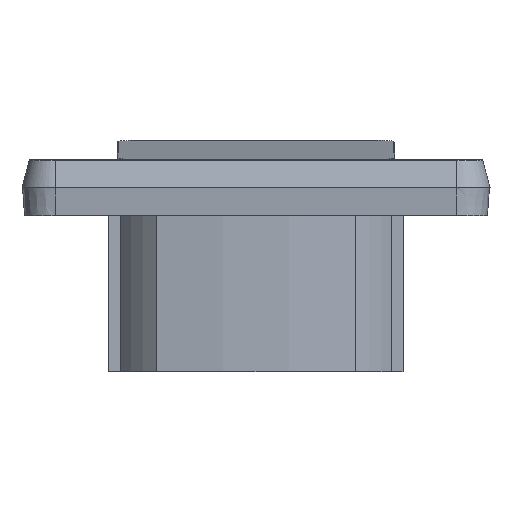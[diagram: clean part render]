
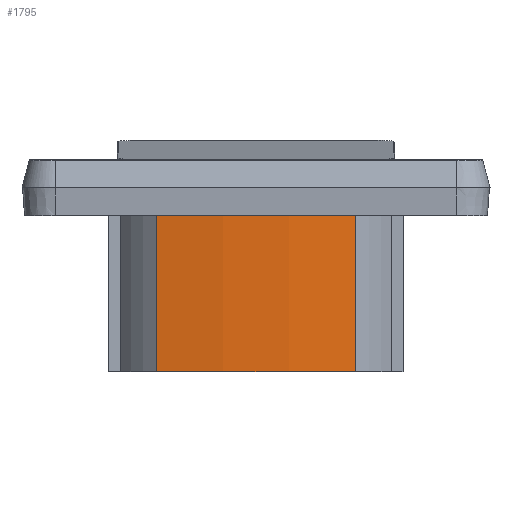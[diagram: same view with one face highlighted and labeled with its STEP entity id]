
A CAD part, front view. The second image highlights one B-rep face of the part: STEP entity #1795.
In plain terms, the highlighted cylindrical face has radius 103.475 mm (diameter 206.95 mm), a partial arc.
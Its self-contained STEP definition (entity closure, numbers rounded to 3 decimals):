
#33 = VERTEX_POINT ( 'NONE', #3889 ) ;
#42 = CARTESIAN_POINT ( 'NONE',  ( 11.979, -24.154, -28. ) ) ;
#293 = VERTEX_POINT ( 'NONE', #363 ) ;
#363 = CARTESIAN_POINT ( 'NONE',  ( 17.878, -23.119, 0. ) ) ;
#424 = CARTESIAN_POINT ( 'NONE',  ( -17.878, -23.119, 0. ) ) ;
#628 = CARTESIAN_POINT ( 'NONE',  ( 17.878, -23.119, -18.667 ) ) ;
#692 = CARTESIAN_POINT ( 'NONE',  ( 17.878, -23.119, -28. ) ) ;
#968 = CARTESIAN_POINT ( 'NONE',  ( 17.878, -23.119, -28. ) ) ;
#1026 = CARTESIAN_POINT ( 'NONE',  ( -11.979, -24.154, -28. ) ) ;
#1147 = DIRECTION ( 'NONE',  ( 0.173, -0.985, 0. ) ) ;
#1154 = EDGE_CURVE ( 'NONE', #3670, #293, #5790, .T. ) ;
#1226 = ORIENTED_EDGE ( 'NONE', *, *, #1154, .T. ) ;
#1389 = CARTESIAN_POINT ( 'NONE',  ( -17.878, -23.119, -9.333 ) ) ;
#1402 = CARTESIAN_POINT ( 'NONE',  ( 5.989, -24.675, -28. ) ) ;
#1585 = CYLINDRICAL_SURFACE ( 'NONE', #3252, 103.475 ) ;
#1604 = ORIENTED_EDGE ( 'NONE', *, *, #5375, .F. ) ;
#1795 = ADVANCED_FACE ( 'NONE', ( #3797 ), #1585, .T. ) ;
#1828 = EDGE_CURVE ( 'NONE', #293, #33, #4521, .T. ) ;
#1844 = CARTESIAN_POINT ( 'NONE',  ( -5.989, -24.675, -28. ) ) ;
#2266 = CARTESIAN_POINT ( 'NONE',  ( -17.878, -23.119, -28. ) ) ;
#2474 = VERTEX_POINT ( 'NONE', #3829 ) ;
#2819 = EDGE_CURVE ( 'NONE', #2474, #3670, #2922, .T. ) ;
#2831 = CARTESIAN_POINT ( 'NONE',  ( -17.878, -23.119, -28. ) ) ;
#2922 = B_SPLINE_CURVE_WITH_KNOTS ( 'NONE', 3,
 ( #2831, #1026, #1844, #1402, #42, #968 ),
 .UNSPECIFIED., .F., .F.,
 ( 4, 2, 4 ),
 ( 0., 0.5, 1. ),
 .UNSPECIFIED. ) ;
#3211 = CARTESIAN_POINT ( 'NONE',  ( 17.878, -23.119, -28. ) ) ;
#3252 = AXIS2_PLACEMENT_3D ( 'NONE', #3361, #5163, #1147 ) ;
#3361 = CARTESIAN_POINT ( 'NONE',  ( 0., 78.8, 0. ) ) ;
#3670 = VERTEX_POINT ( 'NONE', #3211 ) ;
#3673 = ORIENTED_EDGE ( 'NONE', *, *, #2819, .T. ) ;
#3726 = CARTESIAN_POINT ( 'NONE',  ( -17.878, -23.119, 0. ) ) ;
#3797 = FACE_OUTER_BOUND ( 'NONE', #4948, .T. ) ;
#3827 = CARTESIAN_POINT ( 'NONE',  ( 17.878, -23.119, 0. ) ) ;
#3829 = CARTESIAN_POINT ( 'NONE',  ( -17.878, -23.119, -28. ) ) ;
#3889 = CARTESIAN_POINT ( 'NONE',  ( -17.878, -23.119, 0. ) ) ;
#4113 = CARTESIAN_POINT ( 'NONE',  ( 17.878, -23.119, -9.333 ) ) ;
#4470 = CARTESIAN_POINT ( 'NONE',  ( 5.989, -24.675, 0. ) ) ;
#4521 = B_SPLINE_CURVE_WITH_KNOTS ( 'NONE', 3,
 ( #3827, #4842, #4470, #5357, #4924, #424 ),
 .UNSPECIFIED., .F., .F.,
 ( 4, 2, 4 ),
 ( 0., 0.5, 1. ),
 .UNSPECIFIED. ) ;
#4523 = CARTESIAN_POINT ( 'NONE',  ( -17.878, -23.119, -18.667 ) ) ;
#4590 = ORIENTED_EDGE ( 'NONE', *, *, #1828, .T. ) ;
#4842 = CARTESIAN_POINT ( 'NONE',  ( 11.979, -24.154, 0. ) ) ;
#4924 = CARTESIAN_POINT ( 'NONE',  ( -11.979, -24.154, 0. ) ) ;
#4940 = B_SPLINE_CURVE_WITH_KNOTS ( 'NONE', 3,
 ( #2266, #4523, #1389, #3726 ),
 .UNSPECIFIED., .F., .F.,
 ( 4, 4 ),
 ( 0., 1. ),
 .UNSPECIFIED. ) ;
#4948 = EDGE_LOOP ( 'NONE', ( #3673, #1226, #4590, #1604 ) ) ;
#5163 = DIRECTION ( 'NONE',  ( 0., 0., -1. ) ) ;
#5357 = CARTESIAN_POINT ( 'NONE',  ( -5.989, -24.675, 0. ) ) ;
#5375 = EDGE_CURVE ( 'NONE', #2474, #33, #4940, .T. ) ;
#5472 = CARTESIAN_POINT ( 'NONE',  ( 17.878, -23.119, 0. ) ) ;
#5790 = B_SPLINE_CURVE_WITH_KNOTS ( 'NONE', 3,
 ( #692, #628, #4113, #5472 ),
 .UNSPECIFIED., .F., .F.,
 ( 4, 4 ),
 ( 0., 1. ),
 .UNSPECIFIED. ) ;
